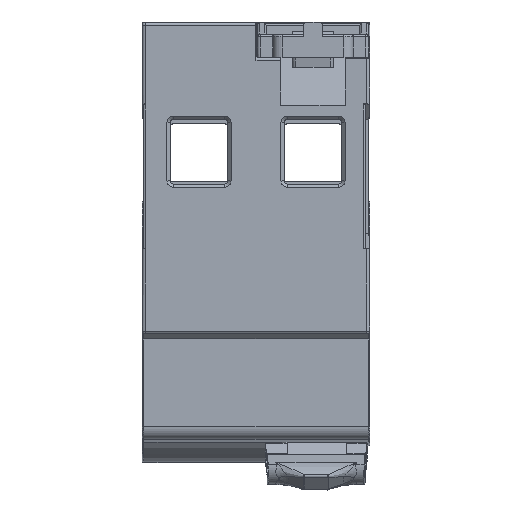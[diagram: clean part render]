
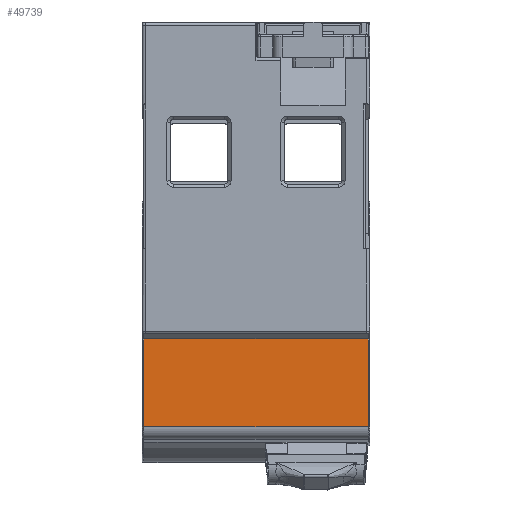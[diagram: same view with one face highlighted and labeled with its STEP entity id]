
A CAD part, left-side view. The second image highlights one B-rep face of the part: STEP entity #49739.
In plain terms, the highlighted planar face has unit normal (-1, 0, 0).
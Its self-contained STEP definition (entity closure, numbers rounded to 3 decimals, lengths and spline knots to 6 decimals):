
#6862=DIRECTION('',(0.,1.,0.));
#6863=VECTOR('',#6862,0.035);
#6864=CARTESIAN_POINT('',(0.0265,0.0003,-0.063211));
#6865=LINE('',#6864,#6863);
#6870=DIRECTION('',(0.,1.,0.));
#6871=VECTOR('',#6870,0.035);
#6872=CARTESIAN_POINT('',(0.0265,0.0003,-0.0495));
#6873=LINE('',#6872,#6871);
#6878=DIRECTION('',(0.,0.,1.));
#6879=VECTOR('',#6878,0.013711);
#6880=CARTESIAN_POINT('',(0.0265,0.0353,-0.063211));
#6881=LINE('',#6880,#6879);
#23496=DIRECTION('',(0.,0.,-1.));
#23497=VECTOR('',#23496,0.013711);
#23498=CARTESIAN_POINT('',(0.0265,0.0003,-0.0495));
#23499=LINE('',#23498,#23497);
#31241=CARTESIAN_POINT('',(0.0265,0.0003,-0.0495));
#31242=CARTESIAN_POINT('',(0.0265,0.0353,-0.0495));
#31243=VERTEX_POINT('',#31241);
#31244=VERTEX_POINT('',#31242);
#31257=CARTESIAN_POINT('',(0.0265,0.0353,-0.063211));
#31258=VERTEX_POINT('',#31257);
#31259=CARTESIAN_POINT('',(0.0265,0.0003,-0.063211));
#31260=VERTEX_POINT('',#31259);
#49725=CARTESIAN_POINT('',(0.0265,0.,-0.064319));
#49726=DIRECTION('',(-1.,0.,0.));
#49727=DIRECTION('',(0.,0.,1.));
#49728=AXIS2_PLACEMENT_3D('',#49725,#49726,#49727);
#49729=PLANE('',#49728);
#49730=ORIENTED_EDGE('',*,*,#49717,.T.);
#49732=ORIENTED_EDGE('',*,*,#49731,.T.);
#49734=ORIENTED_EDGE('',*,*,#49733,.F.);
#49736=ORIENTED_EDGE('',*,*,#49735,.T.);
#49737=EDGE_LOOP('',(#49730,#49732,#49734,#49736));
#49738=FACE_OUTER_BOUND('',#49737,.F.);
#49739=ADVANCED_FACE('',(#49738),#49729,.T.);
#49717=EDGE_CURVE('',#31260,#31258,#6865,.T.);
#49731=EDGE_CURVE('',#31258,#31244,#6881,.T.);
#49733=EDGE_CURVE('',#31243,#31244,#6873,.T.);
#49735=EDGE_CURVE('',#31243,#31260,#23499,.T.);
